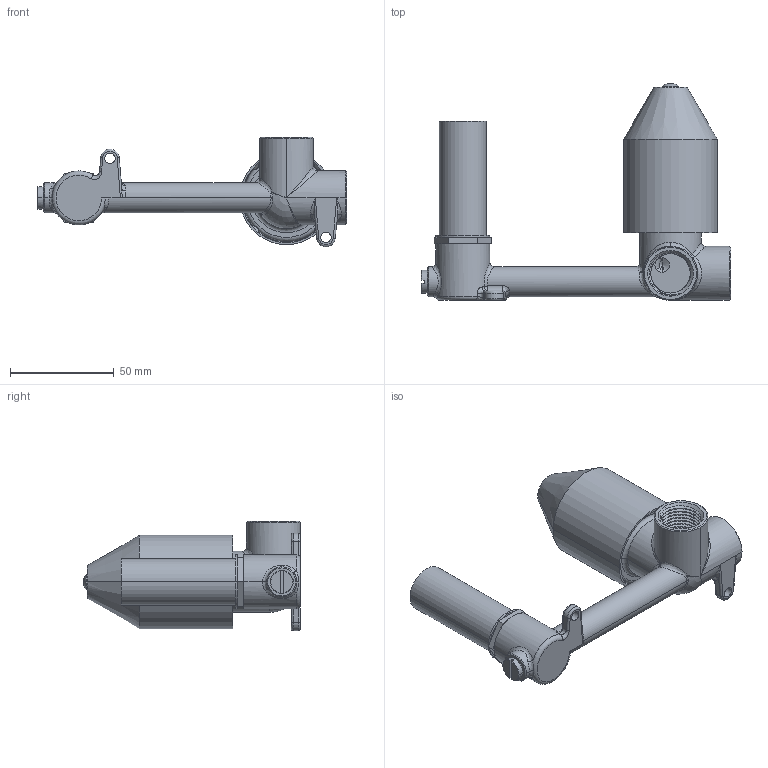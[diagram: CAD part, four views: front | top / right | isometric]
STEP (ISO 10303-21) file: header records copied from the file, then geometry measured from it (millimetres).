
FILE_DESCRIPTION((''),'2;1');
FILE_NAME('1F8010NT_ASM','2023-07-25T',('Administrator'),(''),'PRO/ENGINEER BY PARAMETRIC TECHNOLOGY CORPORATION, 2010280','PRO/ENGINEER BY PARAMETRIC TECHNOLOGY CORPORATION, 2010280','');
FILE_SCHEMA(('CONFIG_CONTROL_DESIGN'));
Length unit declared in the file: millimetre
Products named in the file (12): 2E7017-11NT; 2E7007-31NT; 3OR1029NT; 3FX1005; 3LM1003; 2E7012-32NT; 2F8008-31NT; 3LS1014NT; 2F8010-31NT; 2E7017-32NT; 3OR1040NT; 1F8010NT_ASM
Assembly tree (11 placements, depth 2):
  1F8010NT_ASM
    2E7017-11NT
    2E7007-31NT
    3OR1029NT
    3FX1005
    3LM1003
    2E7012-32NT
    2F8008-31NT
    3LS1014NT
    2F8010-31NT
    2E7017-32NT
    3OR1040NT
Bounding box: 149 x 104.46 x 52.68 mm (x, y, z)
Volume: 118662.4 mm3; surface area: 85391.5 mm2
Topology: 11 solids, 11 shells, 620 faces, 1579 edges, 989 vertices
Faces by surface type: cylinder 274, bspline 140, plane 90, cone 84, torus 24, sphere 8
Entity records: 44607 total; most frequent: CARTESIAN_POINT 30879, ORIENTED_EDGE 3140, DIRECTION 2301, EDGE_CURVE 1570, VERTEX_POINT 989, AXIS2_PLACEMENT_3D 901, B_SPLINE_CURVE_WITH_KNOTS 673, EDGE_LOOP 663
